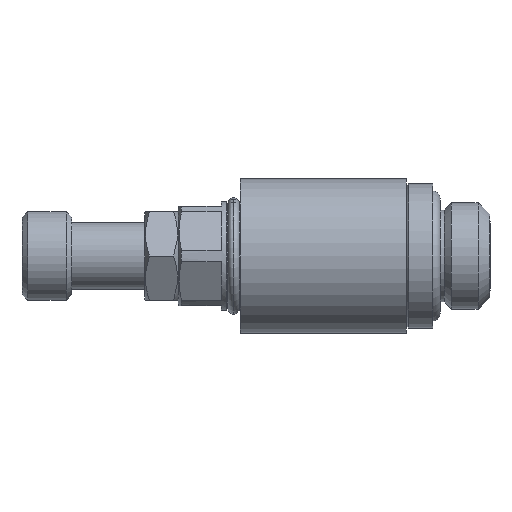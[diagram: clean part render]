
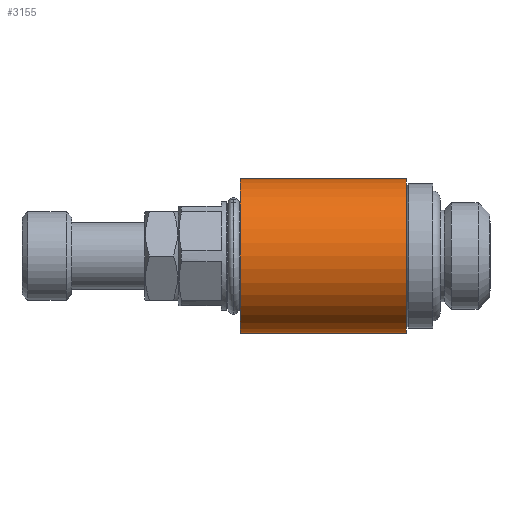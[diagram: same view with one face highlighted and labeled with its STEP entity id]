
A CAD part, left-side view. The second image highlights one B-rep face of the part: STEP entity #3155.
In plain terms, the highlighted cylindrical face has radius 7 mm (diameter 14 mm), a partial arc.
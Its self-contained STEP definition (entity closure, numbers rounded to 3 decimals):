
#470 = DIRECTION ( 'NONE',  ( 0., 0., -1. ) ) ;
#471 = DIRECTION ( 'NONE',  ( 0., -1., 0. ) ) ;
#472 = AXIS2_PLACEMENT_3D ( 'NONE', #474, #471, #470 ) ;
#474 = CARTESIAN_POINT ( 'NONE',  ( 0., 7.9, 0. ) ) ;
#480 = CIRCLE ( 'NONE', #472, 7. ) ;
#698 = LINE ( 'NONE', #704, #703 ) ;
#702 = CARTESIAN_POINT ( 'NONE',  ( 0., 7.9, -7. ) ) ;
#703 = VECTOR ( 'NONE', #711, 1000. ) ;
#704 = CARTESIAN_POINT ( 'NONE',  ( 0., 30.486, -7. ) ) ;
#710 = CARTESIAN_POINT ( 'NONE',  ( 0., 7.9, 7. ) ) ;
#711 = DIRECTION ( 'NONE',  ( 0., 1., 0. ) ) ;
#1165 = CARTESIAN_POINT ( 'NONE',  ( 0., 22.9, -7. ) ) ;
#1406 = DIRECTION ( 'NONE',  ( 0., 1., 0. ) ) ;
#1407 = VECTOR ( 'NONE', #1406, 1000. ) ;
#1408 = CARTESIAN_POINT ( 'NONE',  ( 0., 30.486, 7. ) ) ;
#1409 = LINE ( 'NONE', #1408, #1407 ) ;
#1467 = CARTESIAN_POINT ( 'NONE',  ( 0., 22.9, 7. ) ) ;
#3148 = EDGE_CURVE ( 'NONE', #3726, #3784, #4408, .T. ) ;
#3150 = ORIENTED_EDGE ( 'NONE', *, *, #3785, .T. ) ;
#3152 = ORIENTED_EDGE ( 'NONE', *, *, #3148, .F. ) ;
#3153 = EDGE_LOOP ( 'NONE', ( #3158, #3159, #3150, #3152 ) ) ;
#3155 = ADVANCED_FACE ( 'NONE', ( #4422 ), #4417, .T. ) ;
#3158 = ORIENTED_EDGE ( 'NONE', *, *, #3739, .F. ) ;
#3159 = ORIENTED_EDGE ( 'NONE', *, *, #3524, .F. ) ;
#3524 = EDGE_CURVE ( 'NONE', #3740, #3737, #480, .T. ) ;
#3726 = VERTEX_POINT ( 'NONE', #1165 ) ;
#3737 = VERTEX_POINT ( 'NONE', #702 ) ;
#3739 = EDGE_CURVE ( 'NONE', #3737, #3726, #698, .T. ) ;
#3740 = VERTEX_POINT ( 'NONE', #710 ) ;
#3784 = VERTEX_POINT ( 'NONE', #1467 ) ;
#3785 = EDGE_CURVE ( 'NONE', #3740, #3784, #1409, .T. ) ;
#4403 = AXIS2_PLACEMENT_3D ( 'NONE', #4424, #4418, #4423 ) ;
#4408 = CIRCLE ( 'NONE', #4421, 7. ) ;
#4414 = DIRECTION ( 'NONE',  ( 0., 0., 1. ) ) ;
#4417 = CYLINDRICAL_SURFACE ( 'NONE', #4403, 7. ) ;
#4418 = DIRECTION ( 'NONE',  ( 0., 1., 0. ) ) ;
#4419 = CARTESIAN_POINT ( 'NONE',  ( 0., 22.9, 0. ) ) ;
#4420 = DIRECTION ( 'NONE',  ( 0., 1., 0. ) ) ;
#4421 = AXIS2_PLACEMENT_3D ( 'NONE', #4419, #4420, #4414 ) ;
#4422 = FACE_OUTER_BOUND ( 'NONE', #3153, .T. ) ;
#4423 = DIRECTION ( 'NONE',  ( 0., 0., 1. ) ) ;
#4424 = CARTESIAN_POINT ( 'NONE',  ( 0., 30.486, 0. ) ) ;
